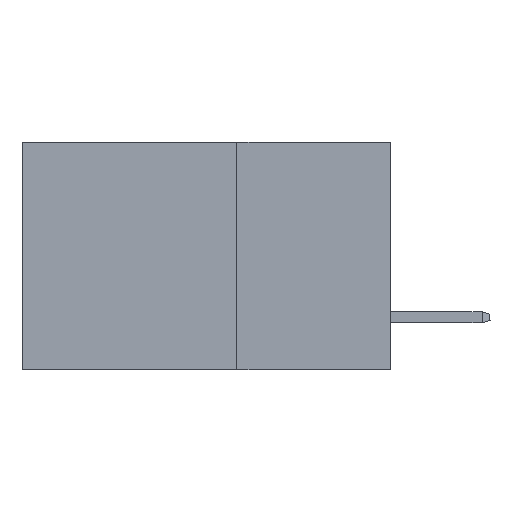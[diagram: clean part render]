
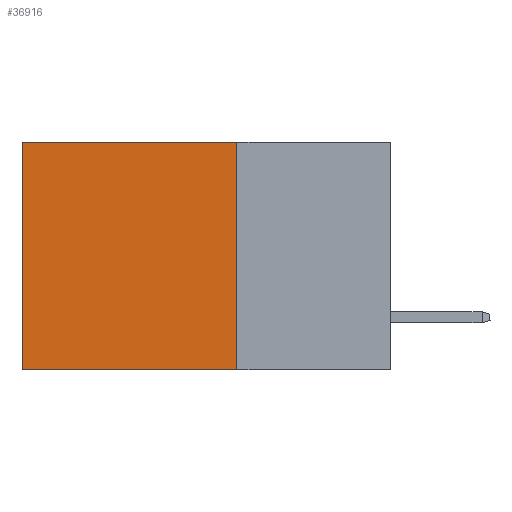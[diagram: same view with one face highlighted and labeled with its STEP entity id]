
A CAD part, left-side view. The second image highlights one B-rep face of the part: STEP entity #36916.
In plain terms, the highlighted planar face has unit normal (-1, 0, 0).
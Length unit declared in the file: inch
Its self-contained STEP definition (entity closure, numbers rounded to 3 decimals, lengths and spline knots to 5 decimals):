
#1080 = CARTESIAN_POINT ( 'NONE',  ( 0.2875, 0.25, -0.37 ) ) ;
#1740 = VECTOR ( 'NONE', #5510, 39.37008 ) ;
#2061 = EDGE_CURVE ( 'NONE', #6052, #14622, #2549, .T. ) ;
#2408 = CARTESIAN_POINT ( 'NONE',  ( 0.2875, 0.6, 0. ) ) ;
#2549 = LINE ( 'NONE', #6182, #1740 ) ;
#3082 = VECTOR ( 'NONE', #19453, 39.37008 ) ;
#5108 = CARTESIAN_POINT ( 'NONE',  ( 0.2875, 0.25, 0. ) ) ;
#5510 = DIRECTION ( 'NONE',  ( 0., 1., 0. ) ) ;
#5834 = EDGE_CURVE ( 'NONE', #6052, #32023, #16261, .T. ) ;
#5843 = CARTESIAN_POINT ( 'NONE',  ( 0.2875, 0.25, -0.37 ) ) ;
#6052 = VERTEX_POINT ( 'NONE', #31770 ) ;
#6182 = CARTESIAN_POINT ( 'NONE',  ( 0.2875, 0.25, 0. ) ) ;
#9622 = CARTESIAN_POINT ( 'NONE',  ( 0.2875, 0.6, 0. ) ) ;
#13098 = AXIS2_PLACEMENT_3D ( 'NONE', #34431, #25484, #17538 ) ;
#14622 = VERTEX_POINT ( 'NONE', #9622 ) ;
#14733 = ORIENTED_EDGE ( 'NONE', *, *, #17717, .T. ) ;
#16049 = VECTOR ( 'NONE', #18602, 39.37008 ) ;
#16261 = LINE ( 'NONE', #5108, #3082 ) ;
#17490 = EDGE_CURVE ( 'NONE', #32023, #28611, #32744, .T. ) ;
#17538 = DIRECTION ( 'NONE',  ( 0., 0., -1. ) ) ;
#17717 = EDGE_CURVE ( 'NONE', #14622, #28611, #26800, .T. ) ;
#18602 = DIRECTION ( 'NONE',  ( 0., 1., 0. ) ) ;
#19453 = DIRECTION ( 'NONE',  ( 0., 0., -1. ) ) ;
#20513 = PLANE ( 'NONE',  #13098 ) ;
#20748 = ORIENTED_EDGE ( 'NONE', *, *, #2061, .T. ) ;
#22315 = CARTESIAN_POINT ( 'NONE',  ( 0.2875, 0.6, -0.37 ) ) ;
#23419 = ORIENTED_EDGE ( 'NONE', *, *, #5834, .F. ) ;
#25484 = DIRECTION ( 'NONE',  ( 1., 0., 0. ) ) ;
#25577 = EDGE_LOOP ( 'NONE', ( #14733, #29616, #23419, #20748 ) ) ;
#26800 = LINE ( 'NONE', #2408, #43041 ) ;
#27596 = FACE_OUTER_BOUND ( 'NONE', #25577, .T. ) ;
#28611 = VERTEX_POINT ( 'NONE', #22315 ) ;
#29616 = ORIENTED_EDGE ( 'NONE', *, *, #17490, .F. ) ;
#31770 = CARTESIAN_POINT ( 'NONE',  ( 0.2875, 0.25, 0. ) ) ;
#32023 = VERTEX_POINT ( 'NONE', #5843 ) ;
#32744 = LINE ( 'NONE', #1080, #16049 ) ;
#34431 = CARTESIAN_POINT ( 'NONE',  ( 0.2875, 0.25, 0. ) ) ;
#36916 = ADVANCED_FACE ( 'NONE', ( #27596 ), #20513, .F. ) ;
#43041 = VECTOR ( 'NONE', #44161, 39.37008 ) ;
#44161 = DIRECTION ( 'NONE',  ( 0., 0., -1. ) ) ;
